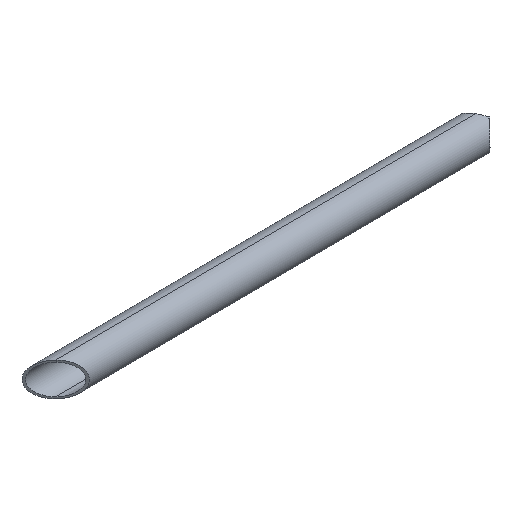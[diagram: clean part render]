
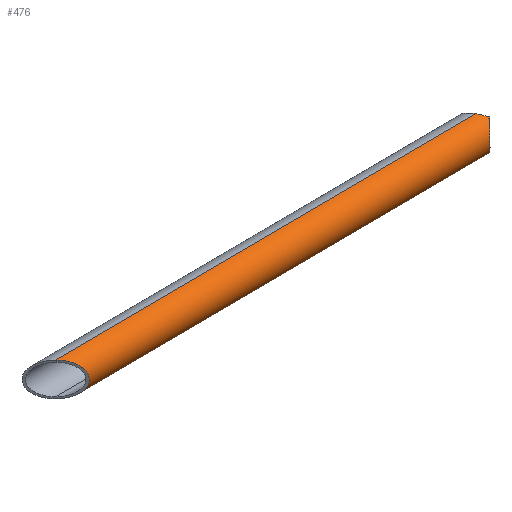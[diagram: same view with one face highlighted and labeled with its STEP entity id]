
A CAD part, isometric view. The second image highlights one B-rep face of the part: STEP entity #476.
In plain terms, the highlighted cylindrical face has radius 14 mm (diameter 28 mm), a partial arc.
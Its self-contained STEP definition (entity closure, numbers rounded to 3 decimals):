
#94=CARTESIAN_POINT('Vertex',(-2285.377,189.635,-48.)) ;
#96=CARTESIAN_POINT('Vertex',(-2285.155,189.635,-76.)) ;
#100=CARTESIAN_POINT('Control Point',(-2285.155,189.635,-76.)) ;
#101=CARTESIAN_POINT('Control Point',(-2284.185,188.665,-75.992)) ;
#102=CARTESIAN_POINT('Control Point',(-2283.215,187.695,-75.9)) ;
#103=CARTESIAN_POINT('Control Point',(-2282.251,186.729,-75.724)) ;
#104=CARTESIAN_POINT('Control Point',(-2280.422,184.896,-75.223)) ;
#105=CARTESIAN_POINT('Control Point',(-2278.656,183.123,-74.394)) ;
#106=CARTESIAN_POINT('Control Point',(-2277.83,182.293,-73.92)) ;
#107=CARTESIAN_POINT('Control Point',(-2276.353,180.809,-72.895)) ;
#108=CARTESIAN_POINT('Control Point',(-2275.,179.445,-71.578)) ;
#109=CARTESIAN_POINT('Control Point',(-2274.412,178.852,-70.911)) ;
#110=CARTESIAN_POINT('Control Point',(-2273.41,177.839,-69.57)) ;
#111=CARTESIAN_POINT('Control Point',(-2272.583,177.,-68.01)) ;
#112=CARTESIAN_POINT('Control Point',(-2272.251,176.662,-67.258)) ;
#113=CARTESIAN_POINT('Control Point',(-2271.724,176.123,-65.772)) ;
#114=CARTESIAN_POINT('Control Point',(-2271.404,175.791,-64.173)) ;
#115=CARTESIAN_POINT('Control Point',(-2271.305,175.685,-63.409)) ;
#116=CARTESIAN_POINT('Control Point',(-2271.215,175.583,-61.883)) ;
#117=CARTESIAN_POINT('Control Point',(-2271.332,175.688,-60.36)) ;
#118=CARTESIAN_POINT('Control Point',(-2271.44,175.791,-59.62)) ;
#119=CARTESIAN_POINT('Control Point',(-2271.717,176.058,-58.326)) ;
#120=CARTESIAN_POINT('Control Point',(-2272.13,176.461,-57.108)) ;
#121=CARTESIAN_POINT('Control Point',(-2272.337,176.664,-56.587)) ;
#122=CARTESIAN_POINT('Control Point',(-2272.955,177.27,-55.229)) ;
#123=CARTESIAN_POINT('Control Point',(-2273.713,178.02,-54.017)) ;
#124=CARTESIAN_POINT('Control Point',(-2274.237,178.537,-53.313)) ;
#125=CARTESIAN_POINT('Control Point',(-2275.47,179.759,-51.893)) ;
#126=CARTESIAN_POINT('Control Point',(-2276.843,181.123,-50.755)) ;
#127=CARTESIAN_POINT('Control Point',(-2277.624,181.9,-50.214)) ;
#128=CARTESIAN_POINT('Control Point',(-2279.377,183.644,-49.202)) ;
#129=CARTESIAN_POINT('Control Point',(-2281.211,185.473,-48.539)) ;
#130=CARTESIAN_POINT('Control Point',(-2282.218,186.478,-48.278)) ;
#131=CARTESIAN_POINT('Control Point',(-2283.458,187.716,-48.074)) ;
#132=CARTESIAN_POINT('Control Point',(-2284.702,188.96,-48.009)) ;
#133=CARTESIAN_POINT('Control Point',(-2284.927,189.185,-48.001)) ;
#134=CARTESIAN_POINT('Control Point',(-2285.152,189.41,-47.999)) ;
#135=CARTESIAN_POINT('Control Point',(-2285.377,189.635,-48.)) ;
#238=CARTESIAN_POINT('Vertex',(-1931.395,183.072,-46.829)) ;
#242=CARTESIAN_POINT('Control Point',(-1931.395,183.072,-46.829)) ;
#243=CARTESIAN_POINT('Control Point',(-1932.164,182.299,-47.245)) ;
#244=CARTESIAN_POINT('Control Point',(-1932.915,181.544,-47.729)) ;
#245=CARTESIAN_POINT('Control Point',(-1933.642,180.813,-48.283)) ;
#246=CARTESIAN_POINT('Control Point',(-1935.191,179.253,-49.681)) ;
#247=CARTESIAN_POINT('Control Point',(-1936.535,177.896,-51.459)) ;
#248=CARTESIAN_POINT('Control Point',(-1937.196,177.226,-52.562)) ;
#249=CARTESIAN_POINT('Control Point',(-1938.072,176.334,-54.529)) ;
#250=CARTESIAN_POINT('Control Point',(-1938.564,175.824,-56.729)) ;
#251=CARTESIAN_POINT('Control Point',(-1938.689,175.693,-57.588)) ;
#252=CARTESIAN_POINT('Control Point',(-1938.805,175.562,-59.403)) ;
#253=CARTESIAN_POINT('Control Point',(-1938.628,175.725,-61.213)) ;
#254=CARTESIAN_POINT('Control Point',(-1938.458,175.888,-62.132)) ;
#255=CARTESIAN_POINT('Control Point',(-1937.833,176.494,-64.428)) ;
#256=CARTESIAN_POINT('Control Point',(-1936.801,177.51,-66.435)) ;
#257=CARTESIAN_POINT('Control Point',(-1936.049,178.254,-67.535)) ;
#258=CARTESIAN_POINT('Control Point',(-1934.031,180.253,-69.881)) ;
#259=CARTESIAN_POINT('Control Point',(-1931.66,182.611,-71.475)) ;
#260=CARTESIAN_POINT('Control Point',(-1930.199,184.067,-72.176)) ;
#261=CARTESIAN_POINT('Control Point',(-1928.698,185.564,-72.658)) ;
#262=CARTESIAN_POINT('Control Point',(-1927.179,187.081,-72.928)) ;
#263=CARTESIAN_POINT('Vertex',(-1927.179,187.081,-72.928)) ;
#348=CARTESIAN_POINT('Control Point',(-1927.179,187.081,-72.928)) ;
#349=CARTESIAN_POINT('Control Point',(-1927.638,187.916,-73.086)) ;
#350=CARTESIAN_POINT('Control Point',(-1928.088,188.771,-73.17)) ;
#351=CARTESIAN_POINT('Control Point',(-1928.52,189.635,-73.173)) ;
#352=CARTESIAN_POINT('Vertex',(-1928.52,189.635,-73.173)) ;
#444=CARTESIAN_POINT('Axis2P3D Location',(-2105.,189.635,-60.572)) ;
#449=CARTESIAN_POINT('Line Origine',(-502089.413,189.635,-4008.648)) ;
#453=CARTESIAN_POINT('Vertex',(-1936.541,189.635,-45.236)) ;
#456=CARTESIAN_POINT('Line Origine',(-502089.191,189.635,-4036.647)) ;
#462=CARTESIAN_POINT('Control Point',(-1931.395,183.072,-46.829)) ;
#463=CARTESIAN_POINT('Control Point',(-1932.831,184.477,-46.095)) ;
#464=CARTESIAN_POINT('Control Point',(-1934.202,186.043,-45.546)) ;
#465=CARTESIAN_POINT('Control Point',(-1935.475,187.779,-45.228)) ;
#466=CARTESIAN_POINT('Control Point',(-1936.541,189.635,-45.236)) ;
#445=DIRECTION('Axis2P3D Direction',(-1.,0.,-0.008)) ;
#446=DIRECTION('Axis2P3D XDirection',(0.008,0.,-1.)) ;
#450=DIRECTION('Vector Direction',(-1.,0.,-0.008)) ;
#457=DIRECTION('Vector Direction',(-1.,0.,-0.008)) ;
#447=AXIS2_PLACEMENT_3D('Cylinder Axis2P3D',#444,#445,#446) ;
#469=ORIENTED_EDGE('',*,*,#455,.T.) ;
#470=ORIENTED_EDGE('',*,*,#136,.F.) ;
#471=ORIENTED_EDGE('',*,*,#460,.F.) ;
#472=ORIENTED_EDGE('',*,*,#354,.F.) ;
#473=ORIENTED_EDGE('',*,*,#265,.F.) ;
#474=ORIENTED_EDGE('',*,*,#467,.T.) ;
#451=VECTOR('Line Direction',#450,1.) ;
#458=VECTOR('Line Direction',#457,1.) ;
#476=ADVANCED_FACE('Corps principal',(#475),#448,.T.) ;
#99=B_SPLINE_CURVE_WITH_KNOTS('',5,(#100,#101,#102,#103,#104,#105,#106,#107,#108,#109,#110,#111,#112,#113,#114,#115,#116,#117,#118,#119,#120,#121,#122,#123,#124,#125,#126,#127,#128,#129,#130,#131,#132,#133,#134,#135),.UNSPECIFIED.,.F.,.U.,(6,3,3,3,3,3,3,3,3,3,3,6),(0.,9.702,18.607,26.135,32.385,37.857,43.166,47.367,54.531,63.185,73.383,75.633),.UNSPECIFIED.) ;
#241=B_SPLINE_CURVE_WITH_KNOTS('',5,(#242,#243,#244,#245,#246,#247,#248,#249,#250,#251,#252,#253,#254,#255,#256,#257,#258,#259,#260,#261,#262),.UNSPECIFIED.,.F.,.U.,(6,3,3,3,3,3,6),(14.404,22.657,32.762,38.926,45.578,56.201,71.499),.UNSPECIFIED.) ;
#347=B_SPLINE_CURVE_WITH_KNOTS('',3,(#348,#349,#350,#351),.UNSPECIFIED.,.F.,.U.,(4,4),(0.955,5.053),.UNSPECIFIED.) ;
#461=B_SPLINE_CURVE_WITH_KNOTS('',4,(#462,#463,#464,#465,#466),.UNSPECIFIED.,.F.,.U.,(5,5),(14.047,26.155),.UNSPECIFIED.) ;
#448=CYLINDRICAL_SURFACE('generated cylinder',#447,14.) ;
#136=EDGE_CURVE('',#97,#95,#99,.T.) ;
#265=EDGE_CURVE('',#239,#264,#241,.T.) ;
#354=EDGE_CURVE('',#264,#353,#347,.T.) ;
#455=EDGE_CURVE('',#454,#95,#452,.T.) ;
#460=EDGE_CURVE('',#353,#97,#459,.T.) ;
#467=EDGE_CURVE('',#239,#454,#461,.T.) ;
#468=EDGE_LOOP('',(#469,#470,#471,#472,#473,#474)) ;
#475=FACE_OUTER_BOUND('',#468,.T.) ;
#452=LINE('Line',#449,#451) ;
#459=LINE('Line',#456,#458) ;
#95=VERTEX_POINT('',#94) ;
#97=VERTEX_POINT('',#96) ;
#239=VERTEX_POINT('',#238) ;
#264=VERTEX_POINT('',#263) ;
#353=VERTEX_POINT('',#352) ;
#454=VERTEX_POINT('',#453) ;
